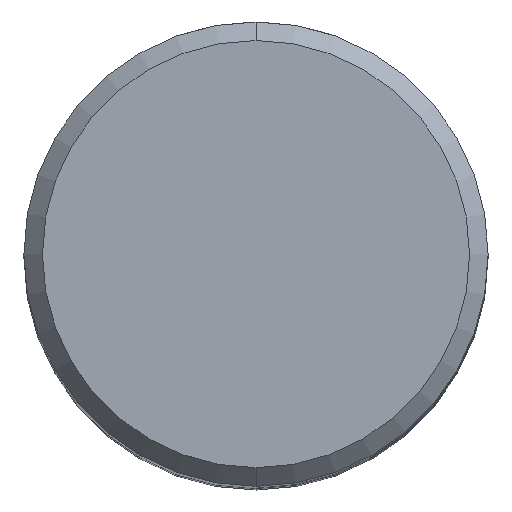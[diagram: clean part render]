
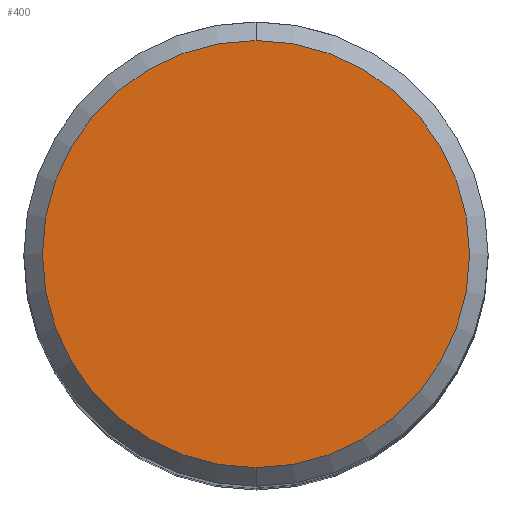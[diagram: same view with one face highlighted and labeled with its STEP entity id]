
A CAD part, top view. The second image highlights one B-rep face of the part: STEP entity #400.
In plain terms, the highlighted planar face has unit normal (0, 0, 1).
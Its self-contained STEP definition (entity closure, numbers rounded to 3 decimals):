
#206=VERTEX_POINT('',#506);
#296=VERTEX_POINT('',#603);
#314=EDGE_CURVE('',#206,#296,#622,.T.);
#384=EDGE_CURVE('',#296,#206,#698,.T.);
#400=ADVANCED_FACE('',(#715),#716,.T.);
#506=CARTESIAN_POINT('',(0.,-11.5,0.0));
#603=CARTESIAN_POINT('',(0.0,11.5,0.0));
#622=CIRCLE('',#1260,11.5);
#698=CIRCLE('',#1402,11.5);
#715=FACE_OUTER_BOUND('',#1424,.T.);
#716=PLANE('',#1425);
#1260=AXIS2_PLACEMENT_3D('',#1720,#1721,#1722);
#1402=AXIS2_PLACEMENT_3D('',#1809,#1810,#1811);
#1424=EDGE_LOOP('',(#1826,#1827));
#1425=AXIS2_PLACEMENT_3D('',#1828,#1829,#1830);
#1720=CARTESIAN_POINT('',(0.0,0.0,0.0));
#1721=DIRECTION('',(0.0,0.0,-1.0));
#1722=DIRECTION('',(0.0,1.0,0.0));
#1809=CARTESIAN_POINT('',(0.0,0.0,0.0));
#1810=DIRECTION('',(0.0,0.0,-1.0));
#1811=DIRECTION('',(0.0,1.0,0.0));
#1826=ORIENTED_EDGE('',*,*,#384,.F.);
#1827=ORIENTED_EDGE('',*,*,#314,.F.);
#1828=CARTESIAN_POINT('',(0.0,5.75,0.0));
#1829=DIRECTION('',(-0.0,0.0,1.0));
#1830=DIRECTION('',(0.0,-1.0,0.0));
